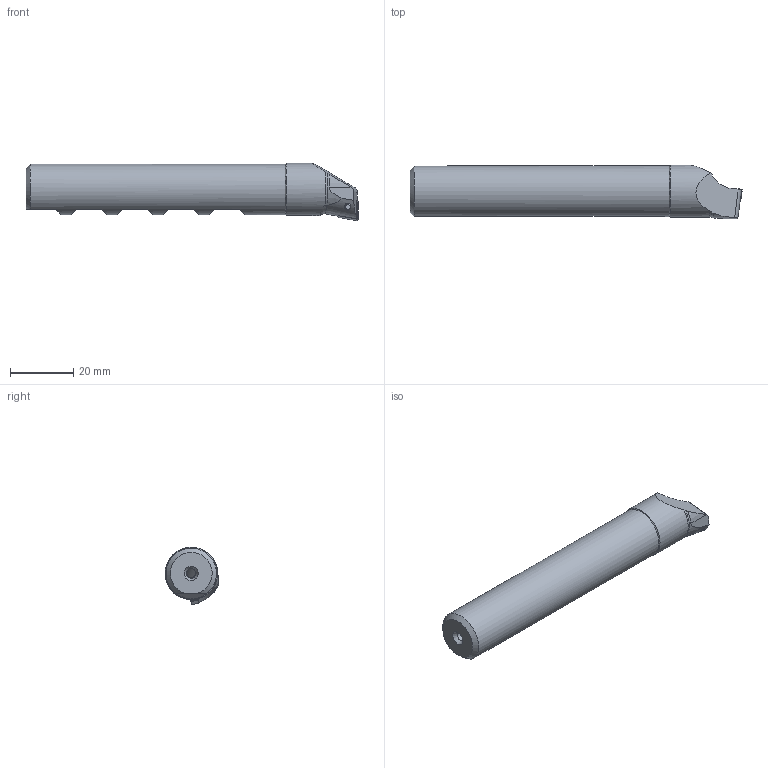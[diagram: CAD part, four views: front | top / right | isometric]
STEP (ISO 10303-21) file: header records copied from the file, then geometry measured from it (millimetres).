
FILE_DESCRIPTION (( 'STEP AP214' ), '1' );
FILE_NAME ('B20.WCA.K11.105.STEP', '2020-08-13T14:04:49', ( '' ), ( '' ), 'SwSTEP 2.0', 'SolidWorks 2017', '' );
FILE_SCHEMA (( 'AUTOMOTIVE_DESIGN' ));
Length unit declared in the file: millimetre
Products named in the file (4): WCA-ER2.001.006_A; B20-WCA.K11.105_B; CCMT060204; B20.WCA.K11.105
Assembly tree (3 placements, depth 2):
  B20.WCA.K11.105
    B20-WCA.K11.105_B
    CCMT060204
    WCA-ER2.001.006_A
Bounding box: 105 x 16.98 x 18.12 mm (x, y, z)
Volume: 18365.5 mm3; surface area: 6522.4 mm2
Topology: 3 solids, 3 shells, 109 faces, 267 edges, 167 vertices
Faces by surface type: plane 42, cylinder 26, cone 22, bspline 13, torus 5, sphere 1
Full cylindrical faces by diameter (mm): 2 x1, 2.05 x1, 2.5 x1, 2.8 x1, 3 x2, 3.4 x1, 3.85 x1, 16 x1, 16.5 x1
Entity records: 3705 total; most frequent: CARTESIAN_POINT 1287, ORIENTED_EDGE 476, DIRECTION 414, EDGE_CURVE 238, AXIS2_PLACEMENT_3D 161, VERTEX_POINT 160, EDGE_LOOP 140, FACE_OUTER_BOUND 123
